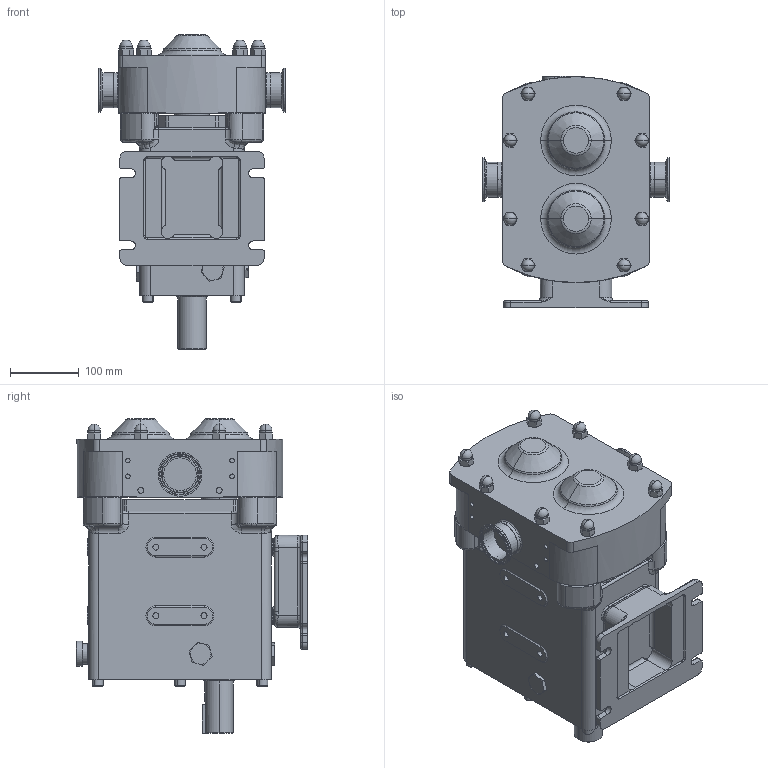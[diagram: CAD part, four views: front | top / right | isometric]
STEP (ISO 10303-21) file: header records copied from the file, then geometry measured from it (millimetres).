
FILE_DESCRIPTION (( 'STEP AP214' ), '1' );
FILE_NAME ('GA3772.STEP', '2024-11-06T20:57:12', ( '' ), ( '' ), 'SwSTEP 2.0', 'SolidWorks 2023', '' );
FILE_SCHEMA (( 'AUTOMOTIVE_DESIGN' ));
Length unit declared in the file: millimetre
Products named in the file (3): GA3772; Copy of R0450 CPP H BSD^GA3772; Copy of RA94-5121-33M^GA3772
Assembly tree (3 placements, depth 2):
  GA3772
    Copy of R0450 CPP H BSD^GA3772
    Copy of RA94-5121-33M^GA3772  x2
Bounding box: 272 x 337 x 457.7 mm (x, y, z)
Volume: 16630299.9 mm3; surface area: 668385.1 mm2
Topology: 3 solids, 3 shells, 936 faces, 2238 edges, 1323 vertices
Faces by surface type: plane 288, cylinder 273, cone 169, torus 116, bspline 66, sphere 24
Entity records: 29811 total; most frequent: CARTESIAN_POINT 9098, DIRECTION 4483, ORIENTED_EDGE 4252, EDGE_CURVE 2126, AXIS2_PLACEMENT_3D 1834, VERTEX_POINT 1279, EDGE_LOOP 983, CIRCLE 983
